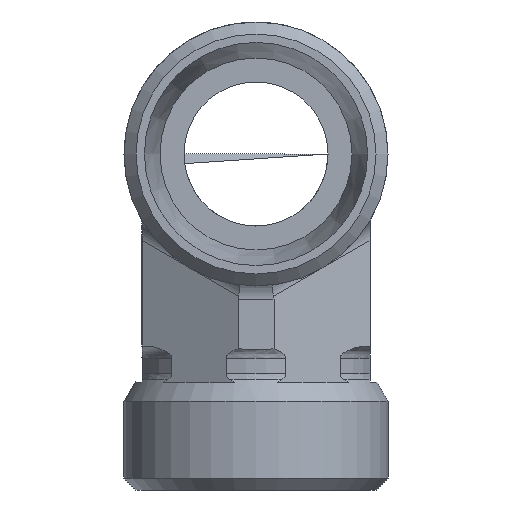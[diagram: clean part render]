
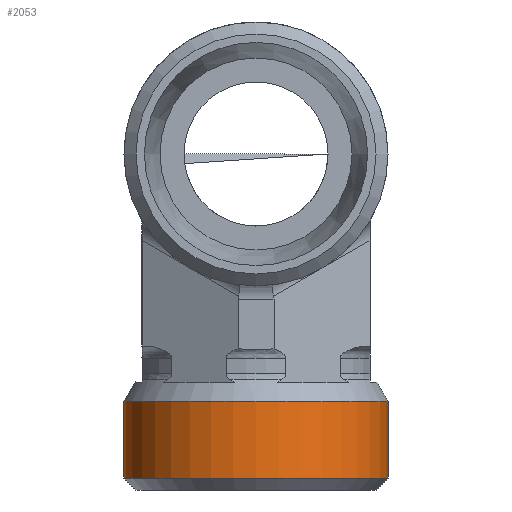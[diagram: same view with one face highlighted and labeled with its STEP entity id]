
A CAD part, front view. The second image highlights one B-rep face of the part: STEP entity #2053.
In plain terms, the highlighted cylindrical face has radius 11 mm (diameter 22 mm), a full revolution.
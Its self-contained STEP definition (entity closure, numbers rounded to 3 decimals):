
#2011=CARTESIAN_POINT('',(-29.985,9.544,-8.));
#2012=VERTEX_POINT('',#2011);
#2013=CARTESIAN_POINT('',(-18.985,9.544,-8.));
#2014=DIRECTION('',(0.0,0.0,-1.0));
#2015=DIRECTION('',(1.0,0.0,0.0));
#2016=AXIS2_PLACEMENT_3D('',#2013,#2014,#2015);
#2017=CIRCLE('',#2016,11.0);
#2018=EDGE_CURVE('',#2012,#2012,#2017,.T.);
#2034=CARTESIAN_POINT('',(-18.985,9.544,-9.));
#2035=DIRECTION('',(0.0,0.0,1.0));
#2036=DIRECTION('',(1.0,0.0,0.0));
#2037=AXIS2_PLACEMENT_3D('',#2034,#2035,#2036);
#2038=CYLINDRICAL_SURFACE('',#2037,11.0);
#2039=CARTESIAN_POINT('',(-29.985,9.544,-1.592));
#2040=VERTEX_POINT('',#2039);
#2041=CARTESIAN_POINT('',(-18.985,9.544,-1.592));
#2042=DIRECTION('',(0.0,0.0,-1.0));
#2043=DIRECTION('',(1.0,0.0,0.0));
#2044=AXIS2_PLACEMENT_3D('',#2041,#2042,#2043);
#2045=CIRCLE('',#2044,11.0);
#2046=EDGE_CURVE('',#2040,#2040,#2045,.T.);
#2047=ORIENTED_EDGE('',*,*,#2046,.T.);
#2048=EDGE_LOOP('',(#2047));
#2049=FACE_OUTER_BOUND('',#2048,.T.);
#2050=ORIENTED_EDGE('',*,*,#2018,.F.);
#2051=EDGE_LOOP('',(#2050));
#2052=FACE_BOUND('',#2051,.T.);
#2053=ADVANCED_FACE('',(#2049,#2052),#2038,.T.);
